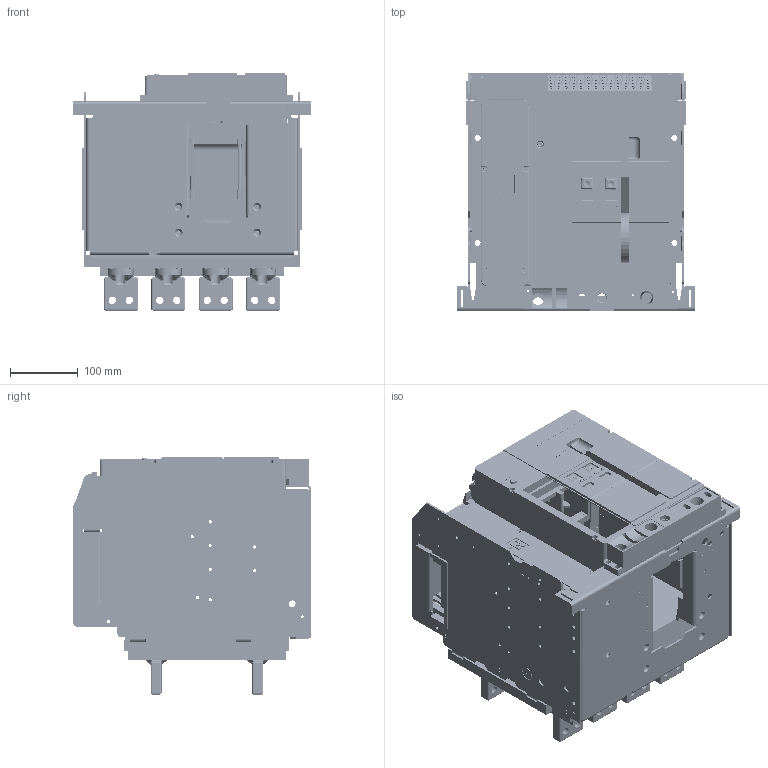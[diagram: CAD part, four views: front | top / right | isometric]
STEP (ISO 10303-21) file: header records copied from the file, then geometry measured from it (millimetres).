
FILE_DESCRIPTION((''),'2;1');
FILE_NAME('NA8-1600H-1600-4P-CT_ASM','2020-03-13T09:13:06',('lcc'),(''),'CREO PARAMETRIC BY PTC INC, 2018020','CREO PARAMETRIC BY PTC INC, 2018020','');
FILE_SCHEMA(('CONFIG_CONTROL_DESIGN','SHAPE_APPEARANCE_LAYERS_GROUPS'));
Products named in the file (24): 8050A0306003_32; 8050A0305001_18_1; 8050A0305002_21_1; 16-4P-DIJIA02_2; 5300A0203001V1_12; 8300A0203001_15; 8ZTD-300-462_25_1; 8580A0412004_19_1; 8ZTD-060-205_11_1; 8ZTD-321-089_3_1; 8ZTD-253-775_11_1; 8ZTD-253-776_15_1; 8ZTD-281-1000_6_1; 8282A0820014_4_1; 8ZTD-253-577_5_1; 8ZTD-235-356_9_1; 5ZTD-302-018_ASM_33_1_ASM; 8ZTD-005-641_2; NA8-1600H-1600-4P-CT_ASM_2_ASM; 8ZTD-064-138; 8ZTD-024-689; 8ZTD-860-511; 1600-DUANZI-CTS_ASM; NA8-1600H-1600-4P-CT_ASM
Assembly tree (44 placements, depth 4):
  NA8-1600H-1600-4P-CT_ASM
    NA8-1600H-1600-4P-CT_ASM_2_ASM
      8050A0306003_32
      8050A0305001_18_1
      8050A0305002_21_1
      16-4P-DIJIA02_2
      5300A0203001V1_12
      8300A0203001_15
      8ZTD-300-462_25_1
      8580A0412004_19_1  x8
      5ZTD-302-018_ASM_33_1_ASM
        8ZTD-060-205_11_1
        8ZTD-321-089_3_1
        8ZTD-253-775_11_1
        8ZTD-253-776_15_1
        8ZTD-281-1000_6_1  x2
        8282A0820014_4_1
        8ZTD-253-577_5_1
        8ZTD-235-356_9_1
      8ZTD-005-641_2
    1600-DUANZI-CTS_ASM
      8ZTD-064-138
      8ZTD-024-689  x14
      8ZTD-860-511
Bounding box: 352 x 351 x 350.18 mm (x, y, z)
Volume: 8315463.4 mm3; surface area: 1910154.1 mm2
Topology: 41 solids, 93 shells, 6480 faces, 17977 edges, 11780 vertices
Faces by surface type: plane 4422, cylinder 1463, bspline 334, torus 124, extrusion 58, sphere 45, cone 34
Entity records: 170415 total; most frequent: CARTESIAN_POINT 35593, ORIENTED_EDGE 21656, DIRECTION 20818, EDGE_CURVE 10882, VECTOR 7982, LINE 7924, VERTEX_POINT 7239, PRESENTATION_STYLE_ASSIGNMENT 6646
